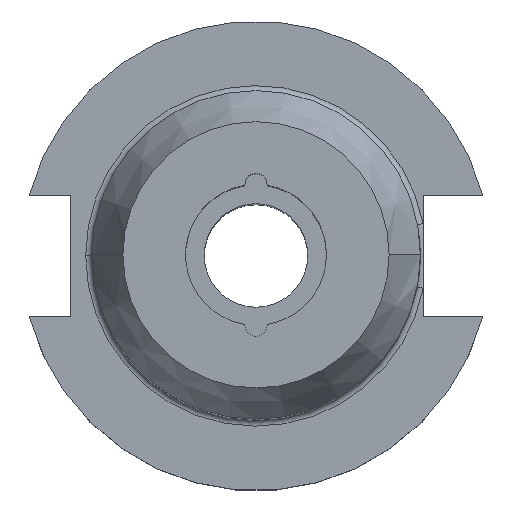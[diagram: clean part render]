
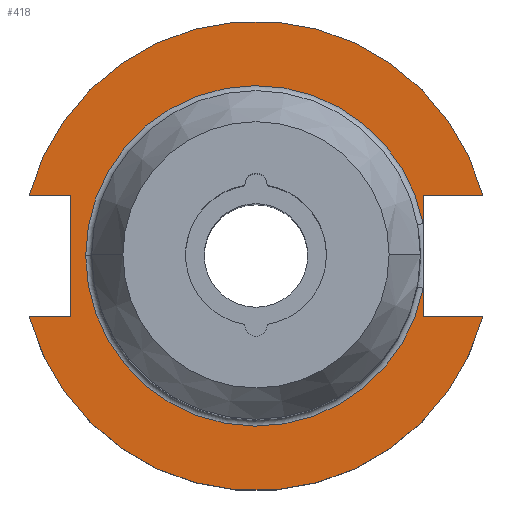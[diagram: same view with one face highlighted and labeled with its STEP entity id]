
A CAD part, top view. The second image highlights one B-rep face of the part: STEP entity #418.
In plain terms, the highlighted planar face has unit normal (0, 0, 1).
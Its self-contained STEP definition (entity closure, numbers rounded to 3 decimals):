
#3 = EDGE_CURVE ( 'NONE', #1000, #964, #1146, .T. ) ;
#22 = DIRECTION ( 'NONE',  ( 1., 0., 0. ) ) ;
#26 = ORIENTED_EDGE ( 'NONE', *, *, #1403, .T. ) ;
#28 = CIRCLE ( 'NONE', #751, 31.75 ) ;
#56 = CARTESIAN_POINT ( 'NONE',  ( 0., 0., 19.05 ) ) ;
#81 = LINE ( 'NONE', #1067, #831 ) ;
#83 = DIRECTION ( 'NONE',  ( -1., 0., 0. ) ) ;
#116 = CIRCLE ( 'NONE', #327, 23.025 ) ;
#132 = CARTESIAN_POINT ( 'NONE',  ( 0., -8.191, 19.05 ) ) ;
#163 = CARTESIAN_POINT ( 'NONE',  ( 30.675, 8.191, 19.05 ) ) ;
#174 = DIRECTION ( 'NONE',  ( 0., 0., -1. ) ) ;
#199 = DIRECTION ( 'NONE',  ( 1., 0., 0. ) ) ;
#246 = DIRECTION ( 'NONE',  ( -1., 0., 0. ) ) ;
#270 = EDGE_CURVE ( 'NONE', #712, #1439, #413, .T. ) ;
#283 = CARTESIAN_POINT ( 'NONE',  ( 22.606, -8.191, 19.05 ) ) ;
#319 = DIRECTION ( 'NONE',  ( 0., 0., -1. ) ) ;
#324 = EDGE_CURVE ( 'NONE', #1902, #1709, #808, .T. ) ;
#325 = DIRECTION ( 'NONE',  ( 1., 0., 0. ) ) ;
#327 = AXIS2_PLACEMENT_3D ( 'NONE', #947, #319, #1052 ) ;
#341 = CARTESIAN_POINT ( 'NONE',  ( -61.091, -8.191, 19.05 ) ) ;
#347 = ORIENTED_EDGE ( 'NONE', *, *, #270, .T. ) ;
#353 = LINE ( 'NONE', #132, #778 ) ;
#367 = ORIENTED_EDGE ( 'NONE', *, *, #1025, .T. ) ;
#368 = LINE ( 'NONE', #440, #1122 ) ;
#375 = VECTOR ( 'NONE', #1220, 1000. ) ;
#413 = LINE ( 'NONE', #802, #375 ) ;
#418 = ADVANCED_FACE ( 'NONE', ( #1282 ), #1533, .F. ) ;
#438 = CARTESIAN_POINT ( 'NONE',  ( -25.091, -8.191, 19.05 ) ) ;
#440 = CARTESIAN_POINT ( 'NONE',  ( 0., 8.191, 19.05 ) ) ;
#442 = EDGE_CURVE ( 'NONE', #1902, #1020, #353, .T. ) ;
#531 = EDGE_CURVE ( 'NONE', #1257, #964, #368, .T. ) ;
#638 = DIRECTION ( 'NONE',  ( 1., 0., 0. ) ) ;
#650 = CARTESIAN_POINT ( 'NONE',  ( 22.606, 8.191, 19.05 ) ) ;
#676 = CARTESIAN_POINT ( 'NONE',  ( 22.606, -4.373, 19.05 ) ) ;
#687 = CARTESIAN_POINT ( 'NONE',  ( -25.091, 8.191, 19.05 ) ) ;
#700 = CARTESIAN_POINT ( 'NONE',  ( 0., 22.225, 19.05 ) ) ;
#712 = VERTEX_POINT ( 'NONE', #687 ) ;
#741 = ORIENTED_EDGE ( 'NONE', *, *, #1331, .T. ) ;
#751 = AXIS2_PLACEMENT_3D ( 'NONE', #784, #1639, #638 ) ;
#775 = VECTOR ( 'NONE', #1301, 1000. ) ;
#778 = VECTOR ( 'NONE', #22, 1000. ) ;
#784 = CARTESIAN_POINT ( 'NONE',  ( 0., 0., 19.05 ) ) ;
#802 = CARTESIAN_POINT ( 'NONE',  ( -25.091, 8.191, 19.05 ) ) ;
#808 = LINE ( 'NONE', #1552, #1868 ) ;
#823 = CARTESIAN_POINT ( 'NONE',  ( 22.606, 4.373, 19.05 ) ) ;
#831 = VECTOR ( 'NONE', #1223, 1000. ) ;
#919 = CARTESIAN_POINT ( 'NONE',  ( -30.675, -8.191, 19.05 ) ) ;
#947 = CARTESIAN_POINT ( 'NONE',  ( 0., 0., 19.05 ) ) ;
#956 = VECTOR ( 'NONE', #325, 1000. ) ;
#964 = VERTEX_POINT ( 'NONE', #650 ) ;
#1000 = VERTEX_POINT ( 'NONE', #823 ) ;
#1019 = ORIENTED_EDGE ( 'NONE', *, *, #1127, .T. ) ;
#1020 = VERTEX_POINT ( 'NONE', #1841 ) ;
#1025 = EDGE_CURVE ( 'NONE', #1709, #1428, #1039, .T. ) ;
#1039 = CIRCLE ( 'NONE', #1265, 23.025 ) ;
#1052 = DIRECTION ( 'NONE',  ( -1., 0., 0. ) ) ;
#1067 = CARTESIAN_POINT ( 'NONE',  ( -61.091, 8.191, 19.05 ) ) ;
#1079 = EDGE_CURVE ( 'NONE', #1325, #1439, #1381, .T. ) ;
#1122 = VECTOR ( 'NONE', #246, 1000. ) ;
#1127 = EDGE_CURVE ( 'NONE', #1257, #1258, #1723, .T. ) ;
#1146 = LINE ( 'NONE', #1322, #775 ) ;
#1195 = CARTESIAN_POINT ( 'NONE',  ( -23.025, 0., 19.05 ) ) ;
#1220 = DIRECTION ( 'NONE',  ( 0., -1., 0. ) ) ;
#1223 = DIRECTION ( 'NONE',  ( 1., 0., 0. ) ) ;
#1238 = ORIENTED_EDGE ( 'NONE', *, *, #3, .T. ) ;
#1249 = DIRECTION ( 'NONE',  ( 0., 0., 1. ) ) ;
#1257 = VERTEX_POINT ( 'NONE', #163 ) ;
#1258 = VERTEX_POINT ( 'NONE', #1682 ) ;
#1265 = AXIS2_PLACEMENT_3D ( 'NONE', #56, #174, #83 ) ;
#1282 = FACE_OUTER_BOUND ( 'NONE', #1388, .T. ) ;
#1301 = DIRECTION ( 'NONE',  ( 0., 1., 0. ) ) ;
#1322 = CARTESIAN_POINT ( 'NONE',  ( 22.606, 22.225, 19.05 ) ) ;
#1325 = VERTEX_POINT ( 'NONE', #919 ) ;
#1331 = EDGE_CURVE ( 'NONE', #1428, #1000, #116, .T. ) ;
#1381 = LINE ( 'NONE', #341, #956 ) ;
#1388 = EDGE_LOOP ( 'NONE', ( #1434, #367, #741, #1238, #1579, #1019, #26, #347, #1867, #1456, #1408 ) ) ;
#1392 = DIRECTION ( 'NONE',  ( 0., 1., 0. ) ) ;
#1403 = EDGE_CURVE ( 'NONE', #1258, #712, #81, .T. ) ;
#1408 = ORIENTED_EDGE ( 'NONE', *, *, #442, .F. ) ;
#1428 = VERTEX_POINT ( 'NONE', #1195 ) ;
#1434 = ORIENTED_EDGE ( 'NONE', *, *, #324, .T. ) ;
#1435 = EDGE_CURVE ( 'NONE', #1325, #1020, #28, .T. ) ;
#1439 = VERTEX_POINT ( 'NONE', #438 ) ;
#1456 = ORIENTED_EDGE ( 'NONE', *, *, #1435, .T. ) ;
#1533 = PLANE ( 'NONE',  #1641 ) ;
#1552 = CARTESIAN_POINT ( 'NONE',  ( 22.606, 22.225, 19.05 ) ) ;
#1579 = ORIENTED_EDGE ( 'NONE', *, *, #531, .F. ) ;
#1639 = DIRECTION ( 'NONE',  ( 0., 0., 1. ) ) ;
#1641 = AXIS2_PLACEMENT_3D ( 'NONE', #700, #1800, #1783 ) ;
#1662 = AXIS2_PLACEMENT_3D ( 'NONE', #1676, #1249, #199 ) ;
#1676 = CARTESIAN_POINT ( 'NONE',  ( 0., 0., 19.05 ) ) ;
#1682 = CARTESIAN_POINT ( 'NONE',  ( -30.675, 8.191, 19.05 ) ) ;
#1709 = VERTEX_POINT ( 'NONE', #676 ) ;
#1723 = CIRCLE ( 'NONE', #1662, 31.75 ) ;
#1783 = DIRECTION ( 'NONE',  ( -1., 0., 0. ) ) ;
#1800 = DIRECTION ( 'NONE',  ( 0., 0., -1. ) ) ;
#1841 = CARTESIAN_POINT ( 'NONE',  ( 30.675, -8.191, 19.05 ) ) ;
#1867 = ORIENTED_EDGE ( 'NONE', *, *, #1079, .F. ) ;
#1868 = VECTOR ( 'NONE', #1392, 1000. ) ;
#1902 = VERTEX_POINT ( 'NONE', #283 ) ;
